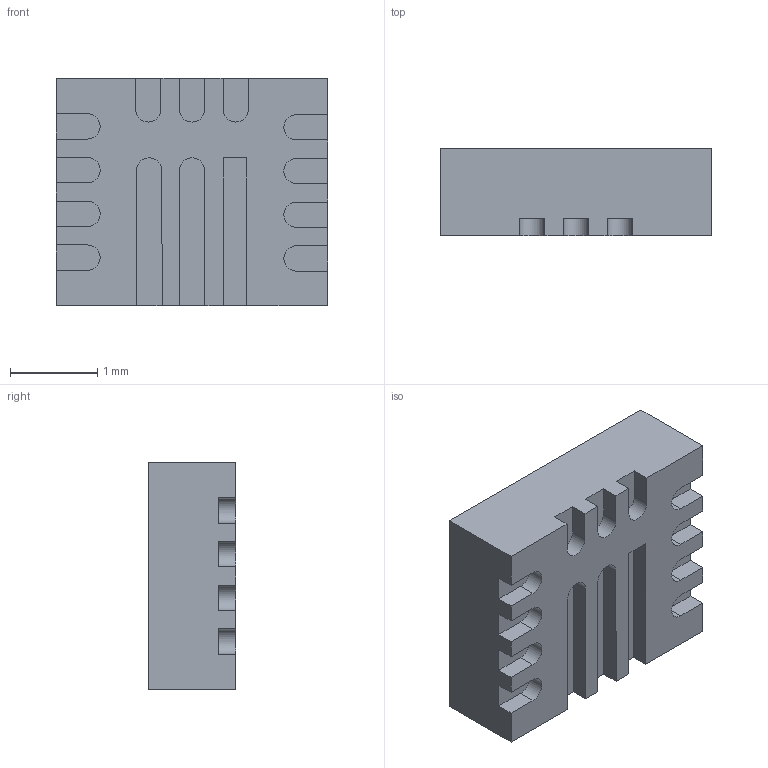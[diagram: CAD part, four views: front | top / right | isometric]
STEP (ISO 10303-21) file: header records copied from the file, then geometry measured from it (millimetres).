
FILE_DESCRIPTION(/* description */ (''),/* implementation_level */ '2;1');
FILE_NAME(/* name */ 'RNC0014A v2.2 v1.step',/* time_stamp */ '2018-11-10T14:17:43-05:00',/* author */ ('samuel.zhengG2TPB'),/* organization */ (''),/* preprocessor_version */ 'ST-DEVELOPER v17.2',/* originating_system */ 'Autodesk Translation Framework v7.6.0.251',/* authorisation */ '');
FILE_SCHEMA (('AUTOMOTIVE_DESIGN { 1 0 10303 214 3 1 1 }'));
Length unit declared in the file: millimetre
Products named in the file (1): RNC0014A v2.2
Bounding box: 3.1 x 1 x 2.6 mm (x, y, z)
Volume: 7.5 mm3; surface area: 31.4 mm2
Topology: 1 solids, 1 shells, 62 faces, 180 edges, 120 vertices
Faces by surface type: plane 49, cylinder 13
Entity records: 2063 total; most frequent: CARTESIAN_POINT 363, ORIENTED_EDGE 360, DIRECTION 332, EDGE_CURVE 180, LINE 154, VECTOR 154, VERTEX_POINT 120, AXIS2_PLACEMENT_3D 89
